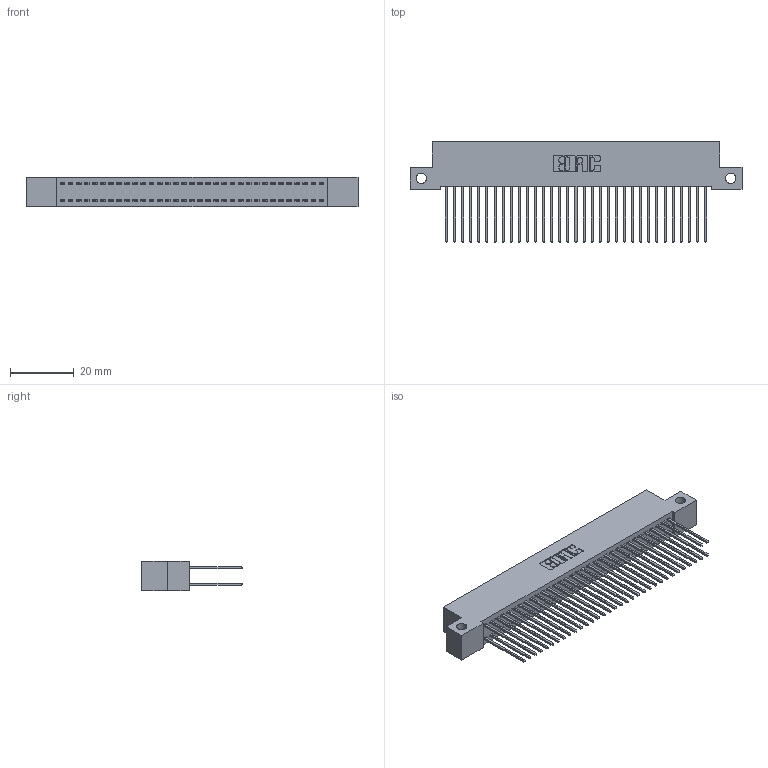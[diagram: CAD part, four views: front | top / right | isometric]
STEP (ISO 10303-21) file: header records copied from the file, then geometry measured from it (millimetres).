
FILE_DESCRIPTION (( 'STEP AP203' ), '1' );
FILE_NAME ('342-066-542-212.STEP', '2018-08-13T08:07:47', ( '' ), ( '' ), 'SwSTEP 2.0', 'SolidWorks 2016', '' );
FILE_SCHEMA (( 'CONFIG_CONTROL_DESIGN' ));
Length unit declared in the file: inch
Products named in the file (3): 345-292-001_345-293-142; 342-066-542-212; 342 Part_Side Mount
Assembly tree (67 placements, depth 2):
  342-066-542-212
    342 Part_Side Mount
    345-292-001_345-293-142  x66
Bounding box: 104.14 x 31.63 x 9.4 mm (x, y, z)
Volume: 9548.1 mm3; surface area: 16541.1 mm2
Topology: 67 solids, 67 shells, 3542 faces, 10529 edges, 6930 vertices
Faces by surface type: plane 2442, cylinder 1100
Entity records: 22283 total; most frequent: CARTESIAN_POINT 3702, ORIENTED_EDGE 3638, DIRECTION 3179, EDGE_CURVE 1819, VECTOR 1691, LINE 1691, VERTEX_POINT 1210, AXIS2_PLACEMENT_3D 744
